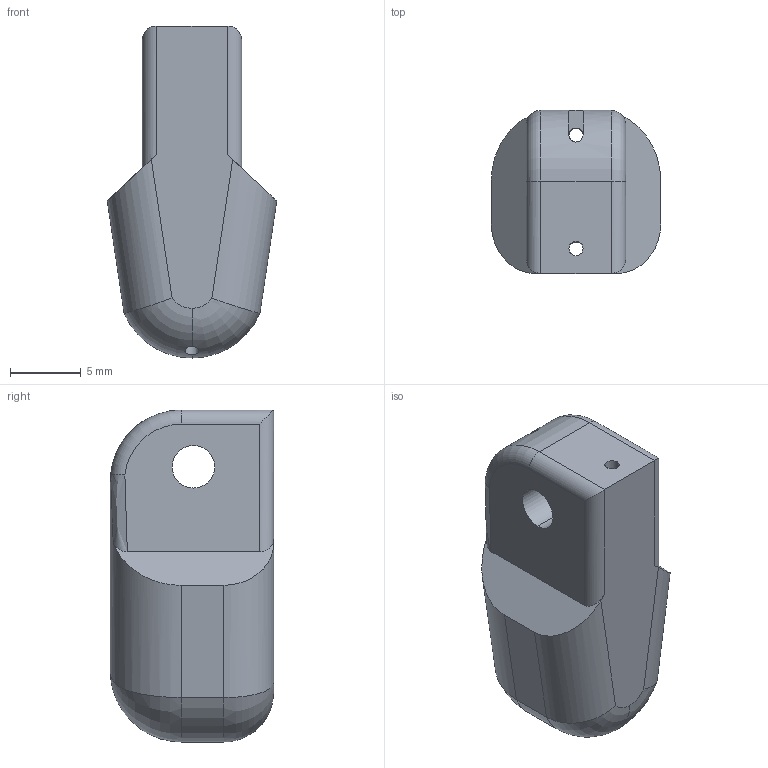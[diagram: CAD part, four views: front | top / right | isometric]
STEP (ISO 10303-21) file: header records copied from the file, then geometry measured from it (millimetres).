
FILE_DESCRIPTION (( 'STEP AP214' ), '1' );
FILE_NAME ('Falange_Distal_Meñ.STEP', '2020-10-22T04:38:05', ( '' ), ( '' ), 'SwSTEP 2.0', 'SolidWorks 2020', '' );
FILE_SCHEMA (( 'AUTOMOTIVE_DESIGN' ));
Length unit declared in the file: millimetre
Products named in the file (1): Falange_Distal_Meñ
Bounding box: 11.93 x 11.5 x 23.38 mm (x, y, z)
Volume: 1930.6 mm3; surface area: 1122.4 mm2
Topology: 1 solids, 1 shells, 37 faces, 102 edges, 64 vertices
Faces by surface type: cylinder 17, plane 12, torus 6, bspline 2
Entity records: 1382 total; most frequent: CARTESIAN_POINT 461, ORIENTED_EDGE 204, DIRECTION 168, EDGE_CURVE 102, VERTEX_POINT 64, AXIS2_PLACEMENT_3D 63, LINE 42, VECTOR 42
